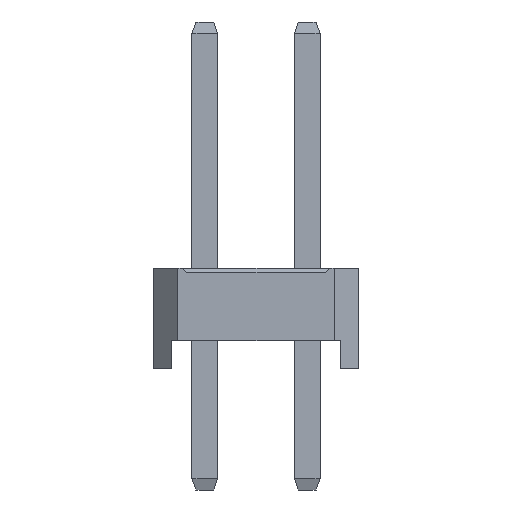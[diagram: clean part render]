
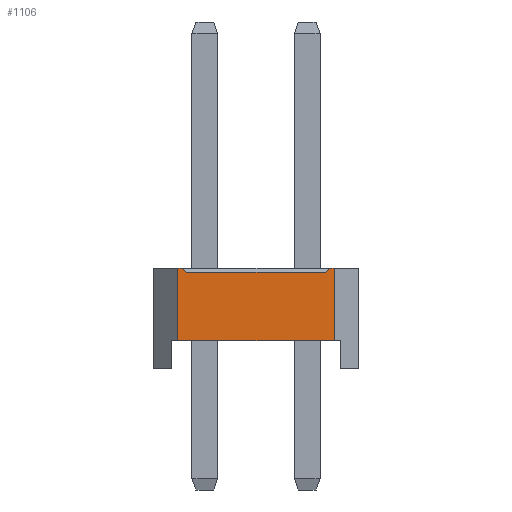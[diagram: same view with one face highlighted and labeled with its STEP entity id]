
A CAD part, left-side view. The second image highlights one B-rep face of the part: STEP entity #1106.
In plain terms, the highlighted planar face has unit normal (-1, 0, 0).
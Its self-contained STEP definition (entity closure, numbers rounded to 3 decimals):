
#1106=ADVANCED_FACE('',(#4685),#4687,.T.);
#4685=FACE_BOUND('',#4686,.T.);
#4686=EDGE_LOOP('',(#7499,#7500,#7501,#7502,#7503,#7504,#7505,#7506));
#4687=PLANE('',#4688);
#4688=AXIS2_PLACEMENT_3D('',#4689,#4690,#4691);
#4689=CARTESIAN_POINT('',(-1.27,3.21,0.));
#4690=DIRECTION('',(-1.,0.,0.));
#4691=DIRECTION('',(0.,-1.,0.));
#7499=ORIENTED_EDGE('',*,*,#9256,.F.);
#7500=ORIENTED_EDGE('',*,*,#9257,.T.);
#7501=ORIENTED_EDGE('',*,*,#9258,.F.);
#7502=ORIENTED_EDGE('',*,*,#8899,.F.);
#7503=ORIENTED_EDGE('',*,*,#9259,.F.);
#7504=ORIENTED_EDGE('',*,*,#8762,.T.);
#7505=ORIENTED_EDGE('',*,*,#9255,.T.);
#7506=ORIENTED_EDGE('',*,*,#8903,.F.);
#8762=EDGE_CURVE('',#9760,#9758,#9761,.T.);
#8899=EDGE_CURVE('',#10032,#10034,#10035,.T.);
#8903=EDGE_CURVE('',#10040,#10042,#10043,.T.);
#9255=EDGE_CURVE('',#9758,#10042,#10629,.T.);
#9256=EDGE_CURVE('',#10630,#10040,#10631,.F.);
#9257=EDGE_CURVE('',#10630,#10632,#10633,.T.);
#9258=EDGE_CURVE('',#10034,#10632,#10634,.F.);
#9259=EDGE_CURVE('',#9760,#10032,#10635,.T.);
#9758=VERTEX_POINT('',#11376);
#9760=VERTEX_POINT('',#11380);
#9761=LINE('',#11381,#11382);
#10032=VERTEX_POINT('',#11924);
#10034=VERTEX_POINT('',#11928);
#10035=LINE('',#11929,#11930);
#10040=VERTEX_POINT('',#11940);
#10042=VERTEX_POINT('',#11944);
#10043=LINE('',#11945,#11946);
#10629=LINE('',#13235,#13236);
#10630=VERTEX_POINT('',#13238);
#10631=LINE('',#13239,#13240);
#10632=VERTEX_POINT('',#13242);
#10633=LINE('',#13243,#13244);
#10634=LINE('',#13246,#13247);
#10635=LINE('',#13249,#13250);
#11376=CARTESIAN_POINT('',(-1.27,-0.67,0.7));
#11380=CARTESIAN_POINT('',(-1.27,3.21,0.7));
#11381=CARTESIAN_POINT('',(-1.27,3.21,0.7));
#11382=VECTOR('',#11383,1.);
#11383=DIRECTION('',(0.,-1.,0.));
#11924=CARTESIAN_POINT('',(-1.27,3.21,2.5));
#11928=CARTESIAN_POINT('',(-1.27,3.09,2.5));
#11929=CARTESIAN_POINT('',(-1.27,3.21,2.5));
#11930=VECTOR('',#11931,1.);
#11931=DIRECTION('',(0.,-1.,0.));
#11940=CARTESIAN_POINT('',(-1.27,-0.55,2.5));
#11944=CARTESIAN_POINT('',(-1.27,-0.67,2.5));
#11945=CARTESIAN_POINT('',(-1.27,-0.55,2.5));
#11946=VECTOR('',#11947,1.);
#11947=DIRECTION('',(0.,-1.,0.));
#13235=CARTESIAN_POINT('',(-1.27,-0.67,0.7));
#13236=VECTOR('',#13237,1.);
#13237=DIRECTION('',(0.,0.,1.));
#13238=CARTESIAN_POINT('',(-1.27,-0.45,2.4));
#13239=CARTESIAN_POINT('',(-1.27,-0.55,2.5));
#13240=VECTOR('',#13241,1.);
#13241=DIRECTION('',(0.,0.707,-0.707));
#13242=CARTESIAN_POINT('',(-1.27,2.99,2.4));
#13243=CARTESIAN_POINT('',(-1.27,-0.45,2.4));
#13244=VECTOR('',#13245,1.);
#13245=DIRECTION('',(0.,1.,0.));
#13246=CARTESIAN_POINT('',(-1.27,2.99,2.4));
#13247=VECTOR('',#13248,1.);
#13248=DIRECTION('',(0.,0.707,0.707));
#13249=CARTESIAN_POINT('',(-1.27,3.21,0.7));
#13250=VECTOR('',#13251,1.);
#13251=DIRECTION('',(0.,0.,1.));
